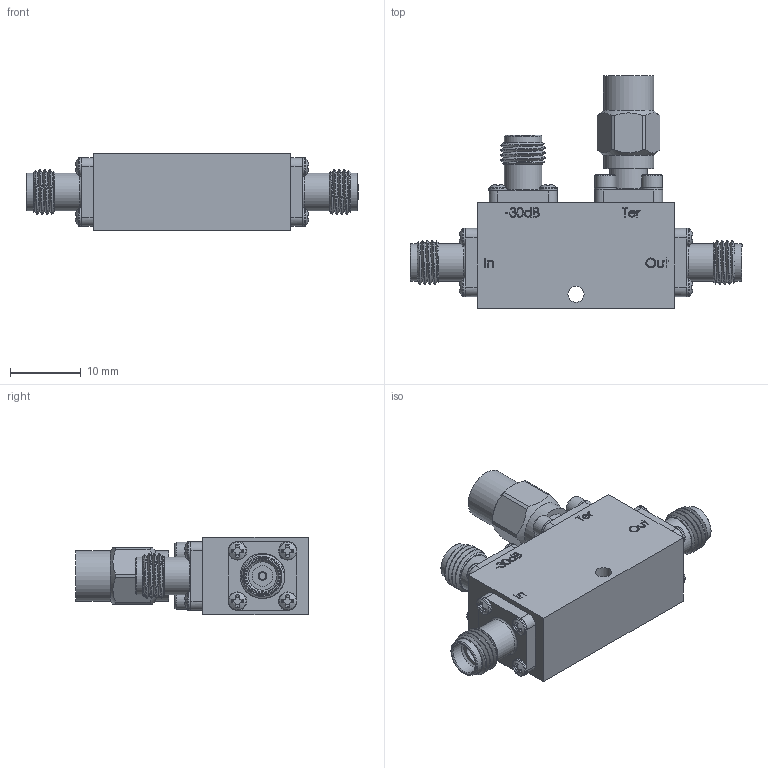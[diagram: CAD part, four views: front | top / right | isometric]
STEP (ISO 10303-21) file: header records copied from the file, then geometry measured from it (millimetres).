
FILE_DESCRIPTION (( 'STEP AP203' ), '1' );
FILE_NAME ('FM2CP1125-30_3D.step', '2021-08-11T20:39:40', ( '' ), ( '' ), 'SwSTEP 2.0', 'SolidWorks 2021', '' );
FILE_SCHEMA (( 'CONFIG_CONTROL_DESIGN' ));
Length unit declared in the file: inch
Products named in the file (1): FM2CP1125-30_3D
Bounding box: 47.05 x 33 x 11 mm (x, y, z)
Volume: 6279.8 mm3; surface area: 3928.2 mm2
Topology: 1 solids, 19 shells, 760 faces, 1865 edges, 1212 vertices
Faces by surface type: plane 445, bspline 117, cone 97, cylinder 97, torus 4
Full cylindrical faces by diameter (mm): 0.94 x3, 1.016 x1, 1.092 x12, 1.194 x3, 1.27 x1, 2.286 x1, 2.578 x4, 2.591 x12, 2.92 x3, 2.926 x4, 3.085 x4, 4.521 x3, 5.08 x4, 5.334 x7, 7.112 x2
Entity records: 33188 total; most frequent: CARTESIAN_POINT 17234, ORIENTED_EDGE 3438, DIRECTION 2718, EDGE_CURVE 1719, VERTEX_POINT 1165, AXIS2_PLACEMENT_3D 973, EDGE_LOOP 940, FACE_OUTER_BOUND 840
